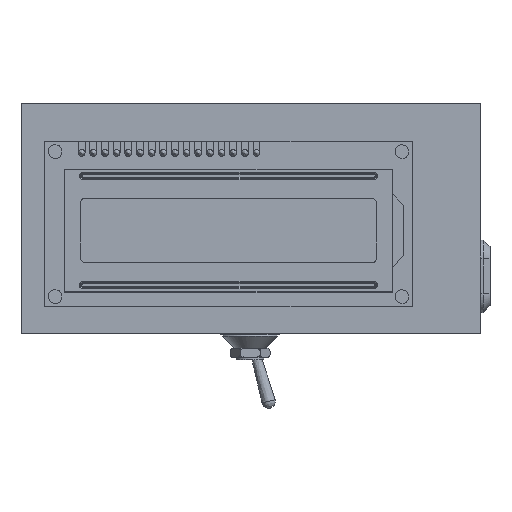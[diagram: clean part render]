
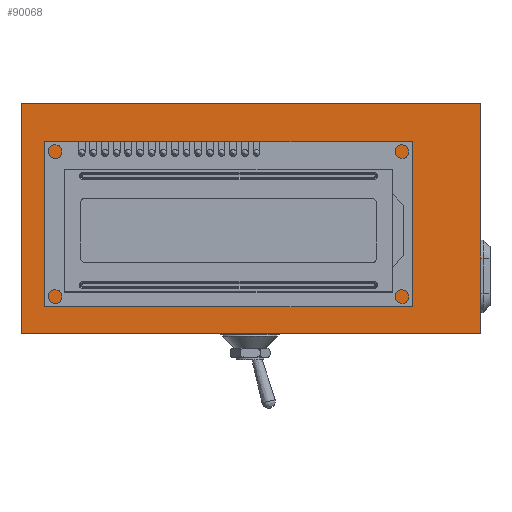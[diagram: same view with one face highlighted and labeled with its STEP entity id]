
A CAD part, top view. The second image highlights one B-rep face of the part: STEP entity #90068.
In plain terms, the highlighted free-form (B-spline) face has degree [1, 1] with [2, 2] control points.
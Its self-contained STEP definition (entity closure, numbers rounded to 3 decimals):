
#89970 = VERTEX_POINT('',#89971);
#89971 = CARTESIAN_POINT('',(63.949,31.975,
    25.58));
#89976 = EDGE_CURVE('',#89977,#89970,#89979,.T.);
#89977 = VERTEX_POINT('',#89978);
#89978 = CARTESIAN_POINT('',(63.949,-31.975,
    25.58));
#89979 = B_SPLINE_CURVE_WITH_KNOTS('',1,(#89980,#89981),.UNSPECIFIED.,
  .F.,.F.,(2,2),(-50.,0.),.PIECEWISE_BEZIER_KNOTS.);
#89980 = CARTESIAN_POINT('',(63.949,-31.975,
    25.58));
#89981 = CARTESIAN_POINT('',(63.949,31.975,
    25.58));
#90004 = EDGE_CURVE('',#90005,#89977,#90007,.T.);
#90005 = VERTEX_POINT('',#90006);
#90006 = CARTESIAN_POINT('',(-63.949,-31.975,
    25.58));
#90007 = B_SPLINE_CURVE_WITH_KNOTS('',1,(#90008,#90009),.UNSPECIFIED.,
  .F.,.F.,(2,2),(-100.,0.),.PIECEWISE_BEZIER_KNOTS.);
#90008 = CARTESIAN_POINT('',(-63.949,-31.975,
    25.58));
#90009 = CARTESIAN_POINT('',(63.949,-31.975,
    25.58));
#90032 = EDGE_CURVE('',#90033,#90005,#90035,.T.);
#90033 = VERTEX_POINT('',#90034);
#90034 = CARTESIAN_POINT('',(-63.949,31.975,
    25.58));
#90035 = B_SPLINE_CURVE_WITH_KNOTS('',1,(#90036,#90037),.UNSPECIFIED.,
  .F.,.F.,(2,2),(-50.,0.),.PIECEWISE_BEZIER_KNOTS.);
#90036 = CARTESIAN_POINT('',(-63.949,31.975,
    25.58));
#90037 = CARTESIAN_POINT('',(-63.949,-31.975,
    25.58));
#90058 = EDGE_CURVE('',#89970,#90033,#90059,.T.);
#90059 = B_SPLINE_CURVE_WITH_KNOTS('',1,(#90060,#90061),.UNSPECIFIED.,
  .F.,.F.,(2,2),(-100.,0.),.PIECEWISE_BEZIER_KNOTS.);
#90060 = CARTESIAN_POINT('',(63.949,31.975,
    25.58));
#90061 = CARTESIAN_POINT('',(-63.949,31.975,
    25.58));
#90068 = ADVANCED_FACE('',(#90069),#90075,.T.);
#90069 = FACE_BOUND('',#90070,.T.);
#90070 = EDGE_LOOP('',(#90071,#90072,#90073,#90074));
#90071 = ORIENTED_EDGE('',*,*,#90058,.T.);
#90072 = ORIENTED_EDGE('',*,*,#90032,.T.);
#90073 = ORIENTED_EDGE('',*,*,#90004,.T.);
#90074 = ORIENTED_EDGE('',*,*,#89976,.T.);
#90075 = B_SPLINE_SURFACE_WITH_KNOTS('',1,1,(
    (#90076,#90077)
    ,(#90078,#90079
    )),.UNSPECIFIED.,.F.,.F.,.F.,(2,2),(2,2),(-50.,50.),(-25.,25.),
  .PIECEWISE_BEZIER_KNOTS.);
#90076 = CARTESIAN_POINT('',(-63.949,-31.975,
    25.58));
#90077 = CARTESIAN_POINT('',(-63.949,31.975,
    25.58));
#90078 = CARTESIAN_POINT('',(63.949,-31.975,
    25.58));
#90079 = CARTESIAN_POINT('',(63.949,31.975,
    25.58));
